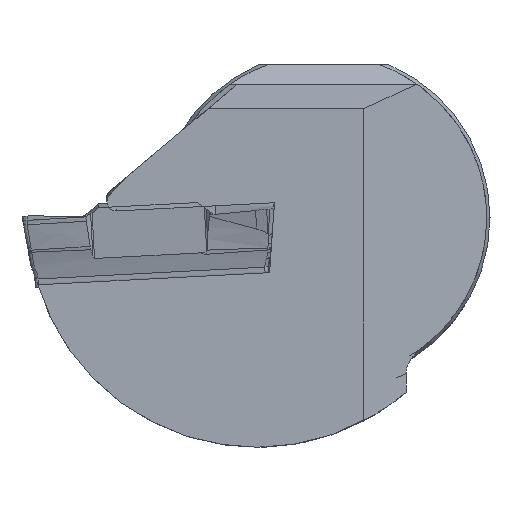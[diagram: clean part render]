
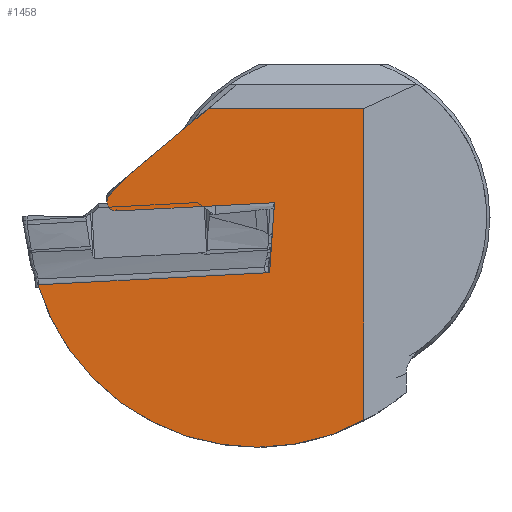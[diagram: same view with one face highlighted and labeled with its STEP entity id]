
A CAD part, left-side view. The second image highlights one B-rep face of the part: STEP entity #1458.
In plain terms, the highlighted planar face has unit normal (-1, 0, 0).
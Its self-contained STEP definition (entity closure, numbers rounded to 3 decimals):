
#1145=ELLIPSE('',#3606,0.704,0.7);
#1458=ADVANCED_FACE('',(#1633),#1598,.T.);
#1598=PLANE('',#3607);
#1633=FACE_OUTER_BOUND('',#1773,.T.);
#1773=EDGE_LOOP('',(#1939,#1940,#1941,#1942,#1943,#1944,#1945,#1946,#1947));
#1916=CIRCLE('',#3605,17.25);
#1939=ORIENTED_EDGE('',*,*,#3029,.F.);
#1940=ORIENTED_EDGE('',*,*,#3030,.F.);
#1941=ORIENTED_EDGE('',*,*,#3031,.F.);
#1942=ORIENTED_EDGE('',*,*,#3032,.T.);
#1943=ORIENTED_EDGE('',*,*,#3033,.F.);
#1944=ORIENTED_EDGE('',*,*,#3034,.F.);
#1945=ORIENTED_EDGE('',*,*,#3035,.F.);
#1946=ORIENTED_EDGE('',*,*,#3036,.F.);
#1947=ORIENTED_EDGE('',*,*,#3037,.F.);
#2755=VERTEX_POINT('',#4006);
#2756=VERTEX_POINT('',#4007);
#2757=VERTEX_POINT('',#4009);
#2758=VERTEX_POINT('',#4011);
#2759=VERTEX_POINT('',#4013);
#2760=VERTEX_POINT('',#4015);
#2761=VERTEX_POINT('',#4017);
#2762=VERTEX_POINT('',#4019);
#2763=VERTEX_POINT('',#4021);
#3029=EDGE_CURVE('',#2755,#2756,#3433,.T.);
#3030=EDGE_CURVE('',#2757,#2755,#3434,.T.);
#3031=EDGE_CURVE('',#2758,#2757,#3435,.T.);
#3032=EDGE_CURVE('',#2758,#2759,#1916,.T.);
#3033=EDGE_CURVE('',#2760,#2759,#3436,.T.);
#3034=EDGE_CURVE('',#2761,#2760,#3437,.T.);
#3035=EDGE_CURVE('',#2762,#2761,#3438,.T.);
#3036=EDGE_CURVE('',#2763,#2762,#3439,.T.);
#3037=EDGE_CURVE('',#2756,#2763,#1145,.T.);
#3433=LINE('',#4005,#3517);
#3434=LINE('',#4008,#3518);
#3435=LINE('',#4010,#3519);
#3436=LINE('',#4014,#3520);
#3437=LINE('',#4016,#3521);
#3438=LINE('',#4018,#3522);
#3439=LINE('',#4020,#3523);
#3517=VECTOR('',#3705,1.);
#3518=VECTOR('',#3706,1.);
#3519=VECTOR('',#3707,1.);
#3520=VECTOR('',#3710,1.);
#3521=VECTOR('',#3711,1.);
#3522=VECTOR('',#3712,1.);
#3523=VECTOR('',#3713,1.);
#3605=AXIS2_PLACEMENT_3D('',#4012,#3708,#3709);
#3606=AXIS2_PLACEMENT_3D('',#4022,#3714,#3715);
#3607=AXIS2_PLACEMENT_3D('',#4023,#3716,#3717);
#3705=DIRECTION('',(0.,0.999,-0.052));
#3706=DIRECTION('',(0.,-0.069,0.998));
#3707=DIRECTION('',(0.,-0.999,0.052));
#3708=DIRECTION('',(-1.,0.,0.));
#3709=DIRECTION('',(0.,0.,1.));
#3710=DIRECTION('',(0.,0.,-1.));
#3711=DIRECTION('',(0.,-1.,0.));
#3712=DIRECTION('',(0.,-0.766,0.643));
#3713=DIRECTION('',(0.,-0.693,0.721));
#3714=DIRECTION('',(1.,0.,0.));
#3715=DIRECTION('',(0.,0.052,0.999));
#3716=DIRECTION('',(-1.,0.,0.));
#3717=DIRECTION('',(0.,0.,1.));
#4005=CARTESIAN_POINT('',(0.4,22.508,0.144));
#4006=CARTESIAN_POINT('',(0.4,3.703,1.129));
#4007=CARTESIAN_POINT('',(0.4,15.554,0.508));
#4008=CARTESIAN_POINT('',(0.4,3.87,-1.29));
#4009=CARTESIAN_POINT('',(0.4,4.067,-4.126));
#4010=CARTESIAN_POINT('',(0.4,22.234,-5.078));
#4011=CARTESIAN_POINT('',(0.4,21.498,-5.039));
#4012=CARTESIAN_POINT('',(0.4,5.,0.));
#4013=CARTESIAN_POINT('',(0.4,-3.,-15.283));
#4014=CARTESIAN_POINT('',(0.4,-3.,278.873));
#4015=CARTESIAN_POINT('',(0.4,-3.,8.187));
#4016=CARTESIAN_POINT('',(0.4,22.5,8.187));
#4017=CARTESIAN_POINT('',(0.4,8.692,8.187));
#4018=CARTESIAN_POINT('',(0.4,20.826,-1.995));
#4019=CARTESIAN_POINT('',(0.4,14.73,3.12));
#4020=CARTESIAN_POINT('',(0.4,20.017,-2.385));
#4021=CARTESIAN_POINT('',(0.4,16.094,1.7));
#4022=CARTESIAN_POINT('',(0.4,15.59,1.211));
#4023=CARTESIAN_POINT('',(0.4,22.5,0.));
